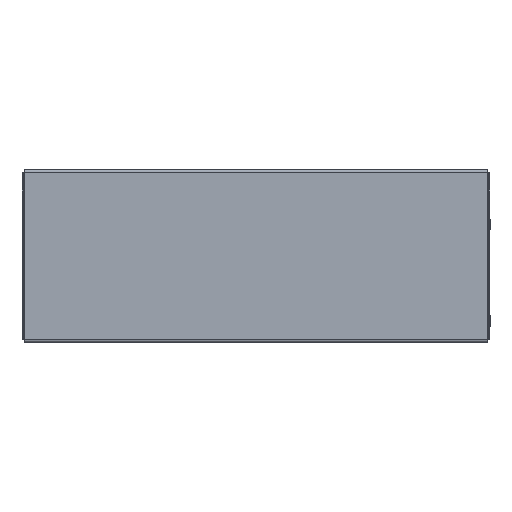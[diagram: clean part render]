
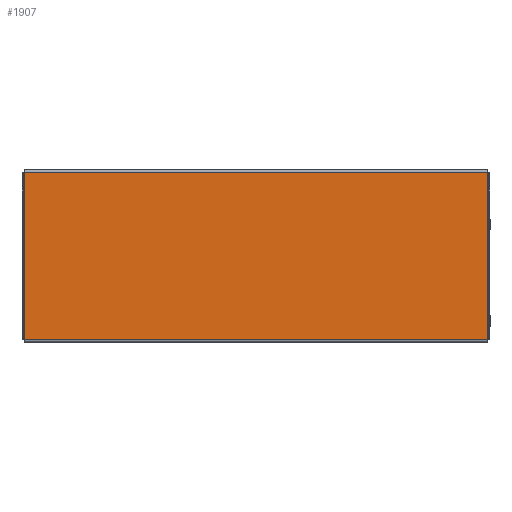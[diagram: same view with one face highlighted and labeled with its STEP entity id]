
A CAD part, top view. The second image highlights one B-rep face of the part: STEP entity #1907.
In plain terms, the highlighted planar face has unit normal (0, 0, 1).
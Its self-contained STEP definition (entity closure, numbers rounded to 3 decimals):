
#2 = EDGE_LOOP ( 'NONE', ( #2171, #1645, #1308, #520 ) ) ;
#29 = LINE ( 'NONE', #648, #2161 ) ;
#160 = CARTESIAN_POINT ( 'NONE',  ( 250.8, 90.8, 0. ) ) ;
#172 = LINE ( 'NONE', #1807, #1614 ) ;
#316 = VERTEX_POINT ( 'NONE', #871 ) ;
#397 = EDGE_CURVE ( 'NONE', #1486, #866, #429, .T. ) ;
#429 = LINE ( 'NONE', #2117, #2038 ) ;
#446 = CARTESIAN_POINT ( 'NONE',  ( 0., 0., 0. ) ) ;
#520 = ORIENTED_EDGE ( 'NONE', *, *, #397, .F. ) ;
#585 = EDGE_CURVE ( 'NONE', #1216, #316, #172, .T. ) ;
#648 = CARTESIAN_POINT ( 'NONE',  ( 253., 90.8, 0. ) ) ;
#714 = FACE_OUTER_BOUND ( 'NONE', #2, .T. ) ;
#798 = DIRECTION ( 'NONE',  ( 1., 0., 0. ) ) ;
#866 = VERTEX_POINT ( 'NONE', #1607 ) ;
#871 = CARTESIAN_POINT ( 'NONE',  ( 250.8, -90.8, 0. ) ) ;
#978 = VECTOR ( 'NONE', #798, 1000. ) ;
#993 = DIRECTION ( 'NONE',  ( -1., 0., 0. ) ) ;
#1141 = AXIS2_PLACEMENT_3D ( 'NONE', #446, #1633, #2133 ) ;
#1216 = VERTEX_POINT ( 'NONE', #160 ) ;
#1308 = ORIENTED_EDGE ( 'NONE', *, *, #2205, .T. ) ;
#1424 = DIRECTION ( 'NONE',  ( 0., 1., 0. ) ) ;
#1456 = CARTESIAN_POINT ( 'NONE',  ( -250.8, -90.8, 0. ) ) ;
#1481 = PLANE ( 'NONE',  #1141 ) ;
#1486 = VERTEX_POINT ( 'NONE', #1456 ) ;
#1556 = LINE ( 'NONE', #1833, #978 ) ;
#1607 = CARTESIAN_POINT ( 'NONE',  ( -250.8, 90.8, 0. ) ) ;
#1614 = VECTOR ( 'NONE', #1789, 1000. ) ;
#1633 = DIRECTION ( 'NONE',  ( 0., 0., 1. ) ) ;
#1645 = ORIENTED_EDGE ( 'NONE', *, *, #585, .F. ) ;
#1789 = DIRECTION ( 'NONE',  ( 0., -1., 0. ) ) ;
#1807 = CARTESIAN_POINT ( 'NONE',  ( 250.8, 90.8, 0. ) ) ;
#1833 = CARTESIAN_POINT ( 'NONE',  ( 253., -90.8, 0. ) ) ;
#1907 = ADVANCED_FACE ( 'NONE', ( #714 ), #1481, .T. ) ;
#2038 = VECTOR ( 'NONE', #1424, 1000. ) ;
#2110 = EDGE_CURVE ( 'NONE', #1486, #316, #1556, .T. ) ;
#2117 = CARTESIAN_POINT ( 'NONE',  ( -250.8, -90.8, 0. ) ) ;
#2133 = DIRECTION ( 'NONE',  ( 1., 0., 0. ) ) ;
#2161 = VECTOR ( 'NONE', #993, 1000. ) ;
#2171 = ORIENTED_EDGE ( 'NONE', *, *, #2110, .T. ) ;
#2205 = EDGE_CURVE ( 'NONE', #1216, #866, #29, .T. ) ;
